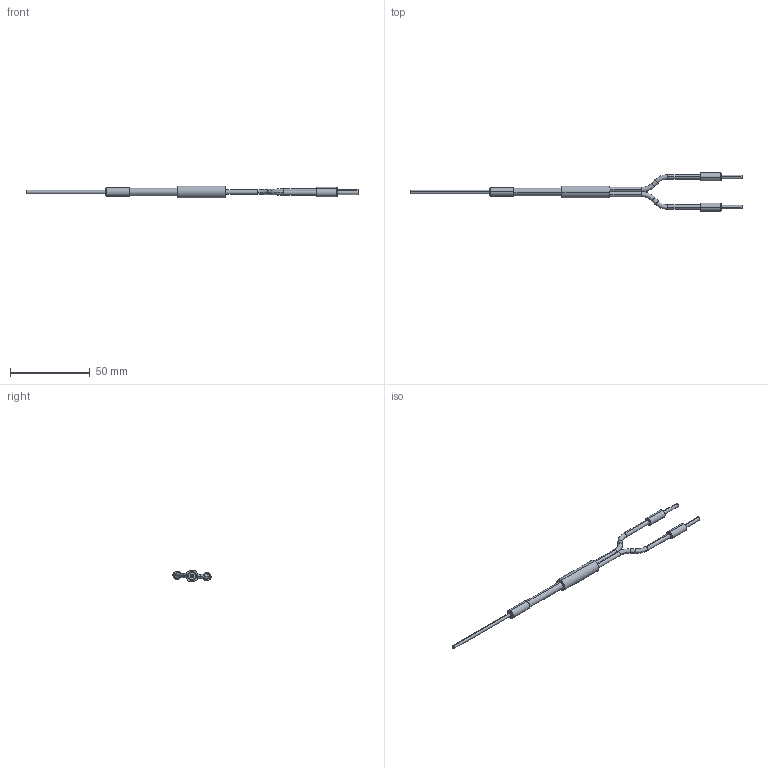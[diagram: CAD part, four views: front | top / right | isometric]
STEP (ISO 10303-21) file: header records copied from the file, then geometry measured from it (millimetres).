
FILE_DESCRIPTION (( 'STEP AP214' ), '1' );
FILE_NAME ('GPF-D030-SP-250.STEP', '2017-11-17T22:44:03', ( '' ), ( '' ), 'SwSTEP 2.0', 'SolidWorks 2018', '' );
FILE_SCHEMA (( 'AUTOMOTIVE_DESIGN' ));
Length unit declared in the file: millimetre
Products named in the file (4): GPF-D030-SP-250; GPF-D030-SP-250_HEAD; GPF-D030-SP-250_GLASS FIBER; GPF-D030-SP-250_LENS
Assembly tree (3 placements, depth 2):
  GPF-D030-SP-250
    GPF-D030-SP-250_HEAD
    GPF-D030-SP-250_LENS
    GPF-D030-SP-250_GLASS FIBER
Bounding box: 207.6 x 23.94 x 7.49 mm (x, y, z)
Volume: 3724.2 mm3; surface area: 3556.5 mm2
Topology: 3 solids, 3 shells, 65 faces, 132 edges, 82 vertices
Faces by surface type: cylinder 32, plane 15, cone 10, torus 8
Entity records: 1886 total; most frequent: DIRECTION 364, CARTESIAN_POINT 285, ORIENTED_EDGE 264, AXIS2_PLACEMENT_3D 161, EDGE_CURVE 132, CIRCLE 90, VERTEX_POINT 82, EDGE_LOOP 74
